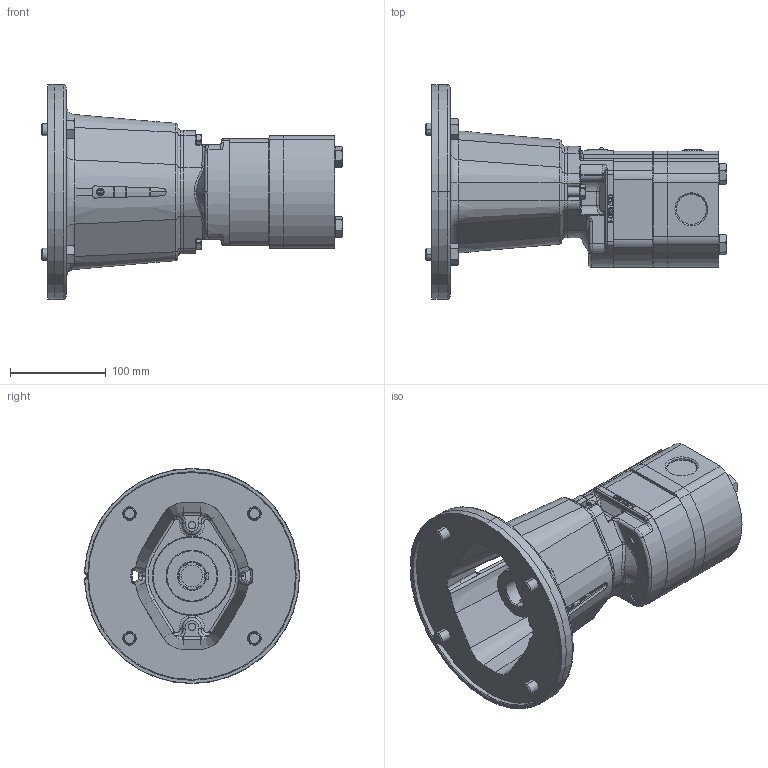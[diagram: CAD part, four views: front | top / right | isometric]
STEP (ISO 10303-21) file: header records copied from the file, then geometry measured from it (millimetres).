
FILE_DESCRIPTION (( 'STEP AP214' ), '1' );
FILE_NAME ('GPV-0758-84.STEP', '2019-05-17T18:26:08', ( '' ), ( '' ), 'SwSTEP 2.0', 'SolidWorks 2018', '' );
FILE_SCHEMA (( 'AUTOMOTIVE_DESIGN' ));
Length unit declared in the file: inch
Products named in the file (1): GPV-0758-84
Bounding box: 313.61 x 224.35 x 224.45 mm (x, y, z)
Volume: 2686496.9 mm3; surface area: 375752.6 mm2
Topology: 13 solids, 13 shells, 1454 faces, 3617 edges, 2254 vertices
Faces by surface type: plane 465, cylinder 394, bspline 310, cone 185, torus 86, sphere 14
Entity records: 158591 total; most frequent: CARTESIAN_POINT 106994, ORIENTED_EDGE 7218, DIRECTION 6122, EDGE_CURVE 3609, AXIS2_PLACEMENT_3D 2401, VERTEX_POINT 2254, EDGE_LOOP 1573, LENGTH_MEASURE_WITH_UNIT 1469
